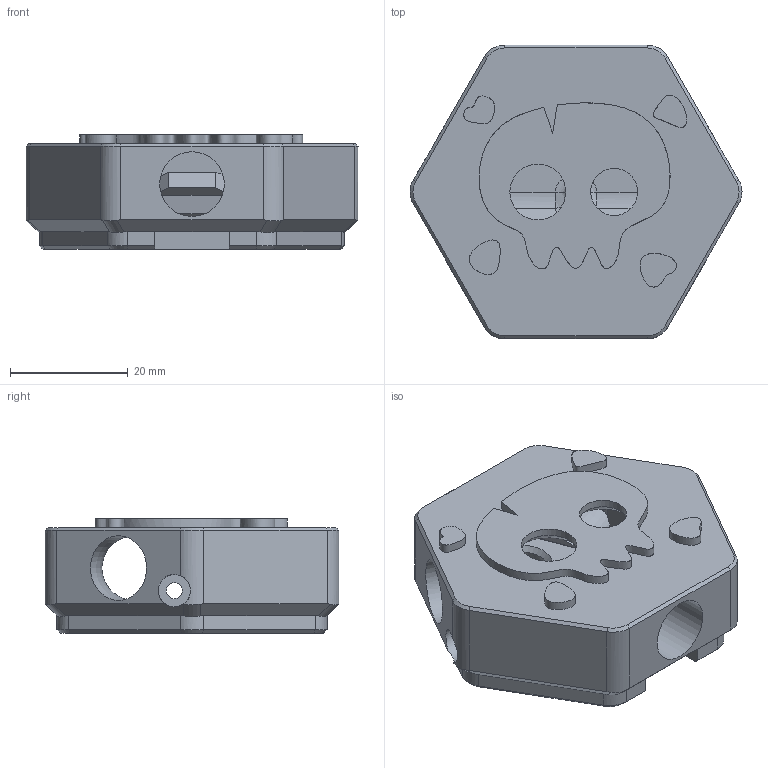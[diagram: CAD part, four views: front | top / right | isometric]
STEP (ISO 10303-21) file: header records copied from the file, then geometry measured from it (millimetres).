
FILE_DESCRIPTION(/* description */ (''),/* implementation_level */ '2;1');
FILE_NAME(/* name */ 'Skullzu.step',/* time_stamp */ '2025-04-02T14:50:50-07:00',/* author */ (''),/* organization */ (''),/* preprocessor_version */ 'ST-DEVELOPER v20.1',/* originating_system */ 'Autodesk Translation Framework v14.4.0.0',/* authorisation */ '');
FILE_SCHEMA (('AUTOMOTIVE_DESIGN { 1 0 10303 214 3 1 1 }'));
Length unit declared in the file: millimetre
Products named in the file (3): Skull; Body; Seesaw
Assembly tree (2 placements, depth 2):
  Skull
    Body
    Seesaw
Bounding box: 56.5 x 50 x 19.5 mm (x, y, z)
Volume: 24920.3 mm3; surface area: 12250.7 mm2
Topology: 2 solids, 2 shells, 165 faces, 444 edges, 281 vertices
Faces by surface type: plane 98, cylinder 38, cone 15, bspline 11, torus 2, sphere 1
Full cylindrical faces by diameter (mm): 2.75 x2, 3.25 x2, 5.5 x2, 8 x1, 9.5 x1, 11 x1
Entity records: 6551 total; most frequent: CARTESIAN_POINT 2317, ORIENTED_EDGE 884, DIRECTION 854, EDGE_CURVE 442, AXIS2_PLACEMENT_3D 288, VERTEX_POINT 281, LINE 278, VECTOR 278
